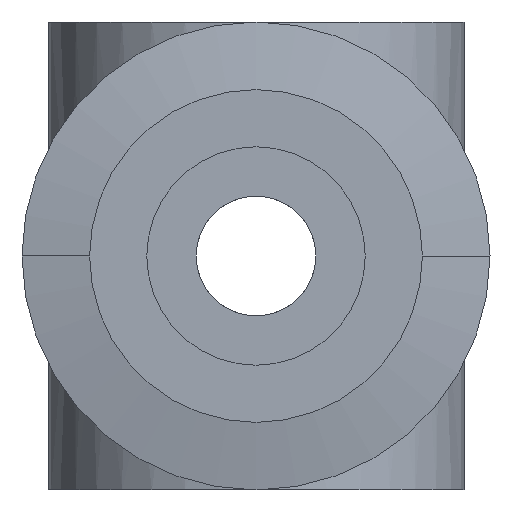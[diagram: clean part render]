
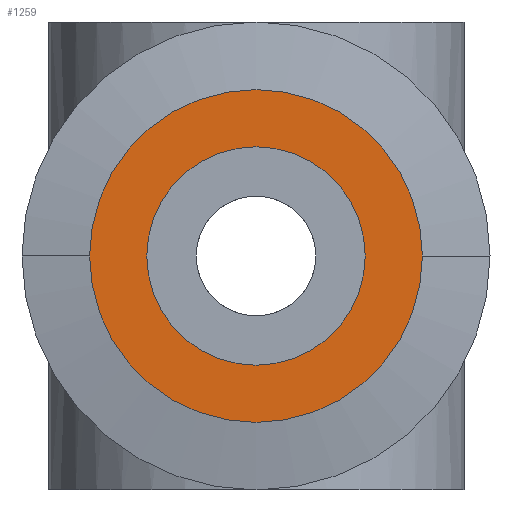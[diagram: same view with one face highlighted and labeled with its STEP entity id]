
A CAD part, front view. The second image highlights one B-rep face of the part: STEP entity #1259.
In plain terms, the highlighted planar face has unit normal (0, -1, 0).
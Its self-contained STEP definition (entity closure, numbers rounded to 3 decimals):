
#501=CARTESIAN_POINT('',(3.2,-19.5,0.0));
#502=VERTEX_POINT('',#501);
#510=CARTESIAN_POINT('',(-3.2,-19.5,0.));
#511=VERTEX_POINT('',#510);
#518=CARTESIAN_POINT('',(0.,-19.5,0.0));
#519=DIRECTION('',(0.0,-1.0,0.0));
#520=DIRECTION('',(1.0,0.0,0.0));
#521=AXIS2_PLACEMENT_3D('',#518,#519,#520);
#522=CIRCLE('',#521,3.2);
#523=EDGE_CURVE('',#502,#511,#522,.T.);
#863=CARTESIAN_POINT('',(-2.1,-19.5,0.0));
#864=VERTEX_POINT('',#863);
#880=CARTESIAN_POINT('',(2.1,-19.5,0.));
#881=VERTEX_POINT('',#880);
#888=CARTESIAN_POINT('',(0.,-19.5,0.0));
#889=DIRECTION('',(0.0,1.0,0.0));
#890=DIRECTION('',(-1.0,0.0,0.0));
#891=AXIS2_PLACEMENT_3D('',#888,#889,#890);
#892=CIRCLE('',#891,2.1);
#893=EDGE_CURVE('',#864,#881,#892,.T.);
#951=CARTESIAN_POINT('',(0.,-19.5,0.0));
#952=DIRECTION('',(0.0,1.0,0.0));
#953=DIRECTION('',(-1.0,0.0,0.0));
#954=AXIS2_PLACEMENT_3D('',#951,#952,#953);
#955=CIRCLE('',#954,2.1);
#956=EDGE_CURVE('',#881,#864,#955,.T.);
#1240=CARTESIAN_POINT('',(2.175,-19.5,0.0));
#1241=DIRECTION('',(0.0,-1.0,0.0));
#1242=DIRECTION('',(0.0,0.0,1.0));
#1243=AXIS2_PLACEMENT_3D('',#1240,#1241,#1242);
#1244=PLANE('',#1243);
#1245=ORIENTED_EDGE('',*,*,#523,.T.);
#1246=CARTESIAN_POINT('',(0.,-19.5,0.0));
#1247=DIRECTION('',(0.0,-1.0,0.0));
#1248=DIRECTION('',(1.0,0.0,0.0));
#1249=AXIS2_PLACEMENT_3D('',#1246,#1247,#1248);
#1250=CIRCLE('',#1249,3.2);
#1251=EDGE_CURVE('',#511,#502,#1250,.T.);
#1252=ORIENTED_EDGE('',*,*,#1251,.T.);
#1253=EDGE_LOOP('',(#1245,#1252));
#1254=FACE_OUTER_BOUND('',#1253,.T.);
#1255=ORIENTED_EDGE('',*,*,#893,.T.);
#1256=ORIENTED_EDGE('',*,*,#956,.T.);
#1257=EDGE_LOOP('',(#1255,#1256));
#1258=FACE_BOUND('',#1257,.T.);
#1259=ADVANCED_FACE('',(#1254,#1258),#1244,.T.);
